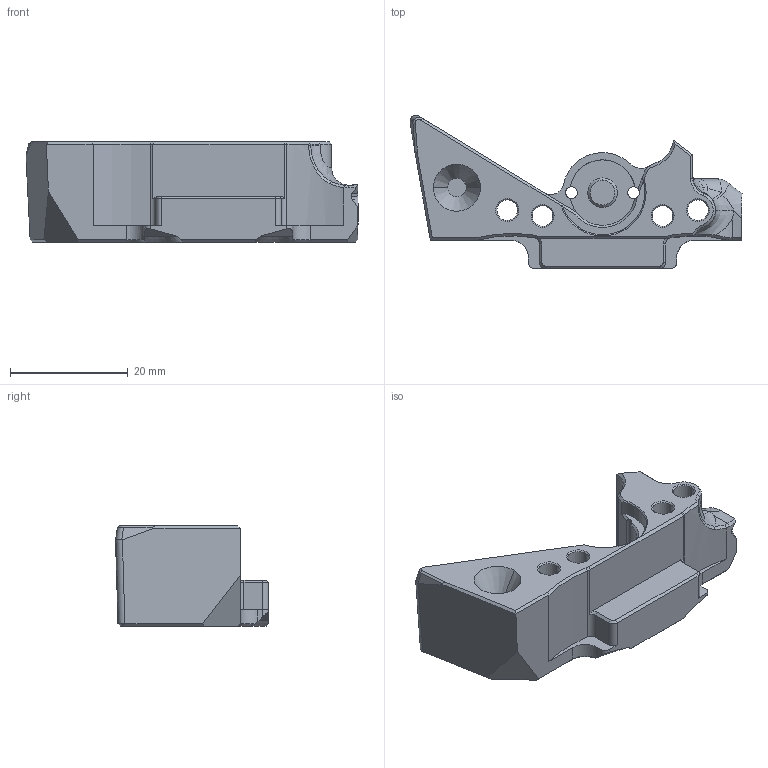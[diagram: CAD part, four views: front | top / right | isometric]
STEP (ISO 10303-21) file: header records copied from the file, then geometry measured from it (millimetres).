
FILE_DESCRIPTION (( 'STEP AP214' ), '1' );
FILE_NAME ('rear_body.STEP', '2024-01-02T18:57:59', ( '' ), ( '' ), 'SwSTEP 2.0', 'SolidWorks 2024', '' );
FILE_SCHEMA (( 'AUTOMOTIVE_DESIGN' ));
Length unit declared in the file: millimetre
Products named in the file (1): rear_body
Bounding box: 56.42 x 26 x 17 mm (x, y, z)
Volume: 9288.5 mm3; surface area: 5117.7 mm2
Topology: 1 solids, 1 shells, 214 faces, 544 edges, 332 vertices
Faces by surface type: plane 87, cylinder 51, cone 50, bspline 24, torus 1, sphere 1
Entity records: 7659 total; most frequent: CARTESIAN_POINT 2711, ORIENTED_EDGE 1086, DIRECTION 967, EDGE_CURVE 543, AXIS2_PLACEMENT_3D 354, VERTEX_POINT 332, LINE 259, VECTOR 259
